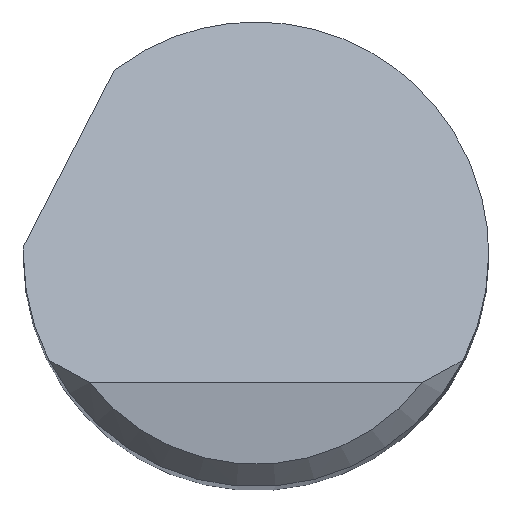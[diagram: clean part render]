
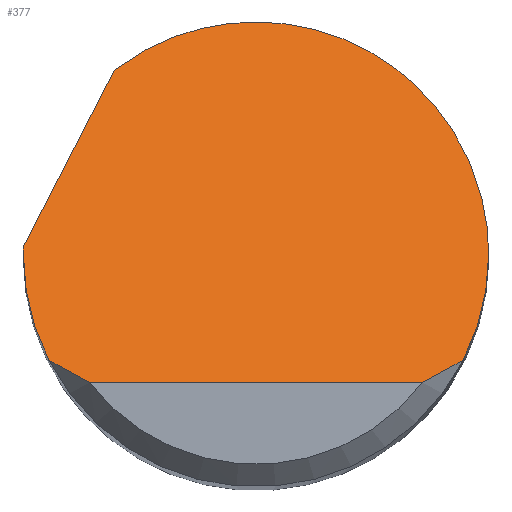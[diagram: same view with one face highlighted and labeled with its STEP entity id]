
A CAD part, top view. The second image highlights one B-rep face of the part: STEP entity #377.
In plain terms, the highlighted planar face has unit normal (0, 0.707, 0.707).
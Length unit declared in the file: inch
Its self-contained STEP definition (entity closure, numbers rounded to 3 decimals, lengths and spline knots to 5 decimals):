
#6 = DIRECTION ( 'NONE',  ( 0.341, 0.665, -0.665 ) ) ;
#10 = CARTESIAN_POINT ( 'NONE',  ( -0.15625, -0.08625, 2. ) ) ;
#18 = B_SPLINE_CURVE_WITH_KNOTS ( 'NONE', 3,
 ( #409, #355, #414, #585 ),
 .UNSPECIFIED., .F., .F.,
 ( 4, 4 ),
 ( 0., 0.00088 ),
 .UNSPECIFIED. ) ;
#47 = DIRECTION ( 'NONE',  ( 1., 0., 0. ) ) ;
#55 = EDGE_CURVE ( 'NONE', #95, #248, #410, .T. ) ;
#57 = DIRECTION ( 'NONE',  ( 0., -0.707, -0.707 ) ) ;
#87 = CARTESIAN_POINT ( 'NONE',  ( 0.13906, -0.07125, 1.985 ) ) ;
#89 = ORIENTED_EDGE ( 'NONE', *, *, #617, .T. ) ;
#95 = VERTEX_POINT ( 'NONE', #612 ) ;
#97 = EDGE_CURVE ( 'NONE', #459, #221, #219, .T. ) ;
#111 = CARTESIAN_POINT ( 'NONE',  ( -0.15625, 0., 1.91375 ) ) ;
#126 = CARTESIAN_POINT ( 'NONE',  ( 0.15625, 0.1488, 1.76495 ) ) ;
#154 = ORIENTED_EDGE ( 'NONE', *, *, #375, .F. ) ;
#165 = CARTESIAN_POINT ( 'NONE',  ( -0.15625, 0., 1.91375 ) ) ;
#174 = CARTESIAN_POINT ( 'NONE',  ( -0.19753, -0.07567, 1.98942 ) ) ;
#183 = EDGE_CURVE ( 'NONE', #459, #226, #290, .T. ) ;
#204 = LINE ( 'NONE', #509, #434 ) ;
#217 = ORIENTED_EDGE ( 'NONE', *, *, #446, .T. ) ;
#219 =( BOUNDED_CURVE ( )  B_SPLINE_CURVE ( 3, ( #625, #722, #674, #165 ),
 .UNSPECIFIED., .F., .T. ) 
 B_SPLINE_CURVE_WITH_KNOTS ( ( 4, 4 ),
 ( 4.23889, 4.71239 ),
 .UNSPECIFIED. ) 
 CURVE ( )  GEOMETRIC_REPRESENTATION_ITEM ( )  RATIONAL_B_SPLINE_CURVE ( ( 1., 0.981, 0.981, 1. ) ) 
 REPRESENTATION_ITEM ( '' )  );
#220 = CARTESIAN_POINT ( 'NONE',  ( -0.12131, -0.0816, 1.99535 ) ) ;
#221 = VERTEX_POINT ( 'NONE', #111 ) ;
#226 = VERTEX_POINT ( 'NONE', #454 ) ;
#233 = CARTESIAN_POINT ( 'NONE',  ( 0.13906, -0.07125, 1.985 ) ) ;
#248 = VERTEX_POINT ( 'NONE', #662 ) ;
#282 = CARTESIAN_POINT ( 'NONE',  ( 0.02277, 0.21456, 1.69919 ) ) ;
#290 = B_SPLINE_CURVE_WITH_KNOTS ( 'NONE', 3,
 ( #334, #458, #220, #681 ),
 .UNSPECIFIED., .F., .F.,
 ( 4, 4 ),
 ( 0., 0.00088 ),
 .UNSPECIFIED. ) ;
#319 = CARTESIAN_POINT ( 'NONE',  ( -0.15625, 0.00167, 1.91208 ) ) ;
#334 = CARTESIAN_POINT ( 'NONE',  ( -0.13906, -0.07125, 1.985 ) ) ;
#341 = ORIENTED_EDGE ( 'NONE', *, *, #648, .F. ) ;
#350 = CARTESIAN_POINT ( 'NONE',  ( 0.15625, -0.02489, 1.93864 ) ) ;
#352 = ORIENTED_EDGE ( 'NONE', *, *, #55, .F. ) ;
#355 = CARTESIAN_POINT ( 'NONE',  ( 0.12131, -0.0816, 1.99535 ) ) ;
#358 = ORIENTED_EDGE ( 'NONE', *, *, #429, .F. ) ;
#375 = EDGE_CURVE ( 'NONE', #527, #95, #515, .T. ) ;
#377 = ADVANCED_FACE ( 'NONE', ( #473 ), #741, .F. ) ;
#389 = CARTESIAN_POINT ( 'NONE',  ( -0.15622, 0.00333, 1.91042 ) ) ;
#409 = CARTESIAN_POINT ( 'NONE',  ( 0.11186, -0.08625, 2. ) ) ;
#410 =( BOUNDED_CURVE ( )  B_SPLINE_CURVE ( 3, ( #638, #282, #126, #578 ),
 .UNSPECIFIED., .F., .F. ) 
 B_SPLINE_CURVE_WITH_KNOTS ( ( 4, 4 ),
 ( 5.62792, 7.85398 ),
 .UNSPECIFIED. ) 
 CURVE ( )  GEOMETRIC_REPRESENTATION_ITEM ( )  RATIONAL_B_SPLINE_CURVE ( ( 1., 0.628, 0.628, 1. ) ) 
 REPRESENTATION_ITEM ( '' )  );
#411 = EDGE_LOOP ( 'NONE', ( #89, #217, #358, #352, #154, #341, #647, #634 ) ) ;
#414 = CARTESIAN_POINT ( 'NONE',  ( 0.13035, -0.07657, 1.99032 ) ) ;
#425 = CARTESIAN_POINT ( 'NONE',  ( -0.15617, 0.005, 1.90875 ) ) ;
#429 = EDGE_CURVE ( 'NONE', #248, #574, #504, .T. ) ;
#434 = VECTOR ( 'NONE', #47, 39.37008 ) ;
#446 = EDGE_CURVE ( 'NONE', #506, #574, #18, .T. ) ;
#454 = CARTESIAN_POINT ( 'NONE',  ( -0.11186, -0.08625, 2. ) ) ;
#458 = CARTESIAN_POINT ( 'NONE',  ( -0.13035, -0.07657, 1.99032 ) ) ;
#459 = VERTEX_POINT ( 'NONE', #633 ) ;
#473 = FACE_OUTER_BOUND ( 'NONE', #411, .T. ) ;
#481 =( BOUNDED_CURVE ( )  B_SPLINE_CURVE ( 3, ( #608, #319, #389, #556 ),
 .UNSPECIFIED., .F., .F. ) 
 B_SPLINE_CURVE_WITH_KNOTS ( ( 4, 4 ),
 ( 4.71239, 4.74439 ),
 .UNSPECIFIED. ) 
 CURVE ( )  GEOMETRIC_REPRESENTATION_ITEM ( )  RATIONAL_B_SPLINE_CURVE ( ( 1., 1., 1., 1. ) ) 
 REPRESENTATION_ITEM ( '' )  );
#504 =( BOUNDED_CURVE ( )  B_SPLINE_CURVE ( 3, ( #687, #350, #698, #233 ),
 .UNSPECIFIED., .F., .F. ) 
 B_SPLINE_CURVE_WITH_KNOTS ( ( 4, 4 ),
 ( 1.5708, 2.04429 ),
 .UNSPECIFIED. ) 
 CURVE ( )  GEOMETRIC_REPRESENTATION_ITEM ( )  RATIONAL_B_SPLINE_CURVE ( ( 1., 0.981, 0.981, 1. ) ) 
 REPRESENTATION_ITEM ( '' )  );
#506 = VERTEX_POINT ( 'NONE', #536 ) ;
#509 = CARTESIAN_POINT ( 'NONE',  ( 0., -0.08625, 2. ) ) ;
#515 = LINE ( 'NONE', #174, #701 ) ;
#527 = VERTEX_POINT ( 'NONE', #425 ) ;
#536 = CARTESIAN_POINT ( 'NONE',  ( 0.11186, -0.08625, 2. ) ) ;
#556 = CARTESIAN_POINT ( 'NONE',  ( -0.15617, 0.005, 1.90875 ) ) ;
#574 = VERTEX_POINT ( 'NONE', #87 ) ;
#578 = CARTESIAN_POINT ( 'NONE',  ( 0.15625, 0., 1.91375 ) ) ;
#585 = CARTESIAN_POINT ( 'NONE',  ( 0.13906, -0.07125, 1.985 ) ) ;
#608 = CARTESIAN_POINT ( 'NONE',  ( -0.15625, 0., 1.91375 ) ) ;
#612 = CARTESIAN_POINT ( 'NONE',  ( -0.09521, 0.12389, 1.78986 ) ) ;
#617 = EDGE_CURVE ( 'NONE', #226, #506, #204, .T. ) ;
#625 = CARTESIAN_POINT ( 'NONE',  ( -0.13906, -0.07125, 1.985 ) ) ;
#633 = CARTESIAN_POINT ( 'NONE',  ( -0.13906, -0.07125, 1.985 ) ) ;
#634 = ORIENTED_EDGE ( 'NONE', *, *, #183, .T. ) ;
#638 = CARTESIAN_POINT ( 'NONE',  ( -0.09521, 0.12389, 1.78986 ) ) ;
#642 = DIRECTION ( 'NONE',  ( 0., 0.707, -0.707 ) ) ;
#647 = ORIENTED_EDGE ( 'NONE', *, *, #97, .F. ) ;
#648 = EDGE_CURVE ( 'NONE', #221, #527, #481, .T. ) ;
#656 = AXIS2_PLACEMENT_3D ( 'NONE', #10, #57, #642 ) ;
#662 = CARTESIAN_POINT ( 'NONE',  ( 0.15625, 0., 1.91375 ) ) ;
#674 = CARTESIAN_POINT ( 'NONE',  ( -0.15625, -0.02489, 1.93864 ) ) ;
#681 = CARTESIAN_POINT ( 'NONE',  ( -0.11186, -0.08625, 2. ) ) ;
#687 = CARTESIAN_POINT ( 'NONE',  ( 0.15625, 0., 1.91375 ) ) ;
#698 = CARTESIAN_POINT ( 'NONE',  ( 0.15041, -0.04909, 1.96284 ) ) ;
#701 = VECTOR ( 'NONE', #6, 39.37008 ) ;
#722 = CARTESIAN_POINT ( 'NONE',  ( -0.15041, -0.04909, 1.96284 ) ) ;
#741 = PLANE ( 'NONE',  #656 ) ;
